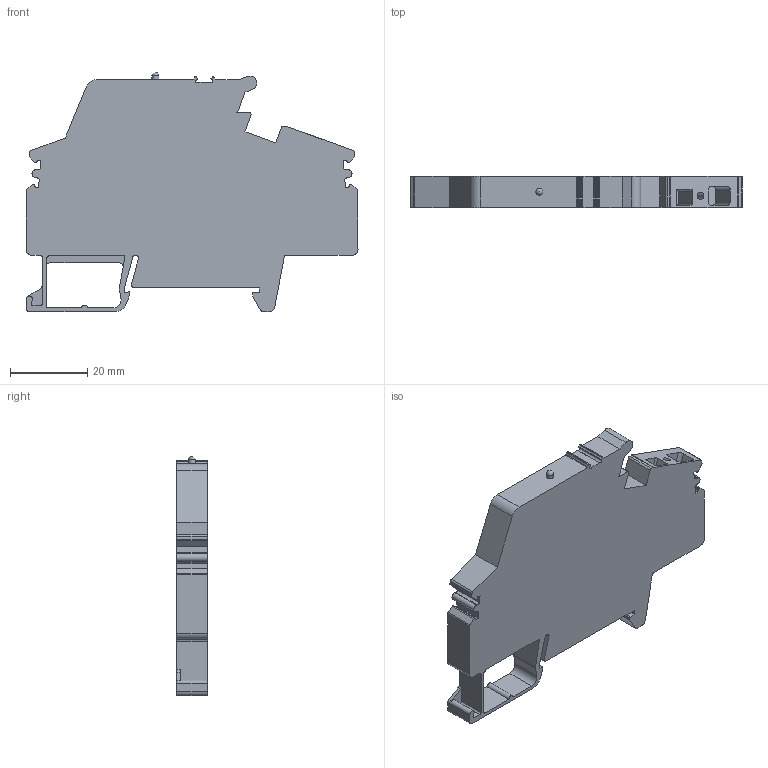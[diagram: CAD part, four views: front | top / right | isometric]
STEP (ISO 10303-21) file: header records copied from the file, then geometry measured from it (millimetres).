
FILE_DESCRIPTION( ( 'Unknown' ), '1' );
FILE_NAME( 'ASF4-L.stp', 'Unknown', ( 'Unknown' ), ( 'Unknown' ), 'PSStep 14.0', 'Unknown', ' ' );
FILE_SCHEMA( ( 'AUTOMOTIVE_DESIGN { 1 0 10303 214 1 1 1 1 }' ) );
Length unit declared in the file: millimetre
Products named in the file (1): 1
Bounding box: 86 x 8 x 61.93 mm (x, y, z)
Volume: 28505.3 mm3; surface area: 11179.4 mm2
Topology: 1 solids, 1 shells, 175 faces, 510 edges, 340 vertices
Faces by surface type: plane 90, cylinder 84, sphere 1
Full cylindrical faces by diameter (mm): 1.78 x1, 1.88 x1
Entity records: 7220 total; most frequent: DIRECTION 1026, CARTESIAN_POINT 1019, ORIENTED_EDGE 1010, EDGE_CURVE 505, AXIS2_PLACEMENT_3D 345, VERTEX_POINT 338, LINE 336, VECTOR 336
